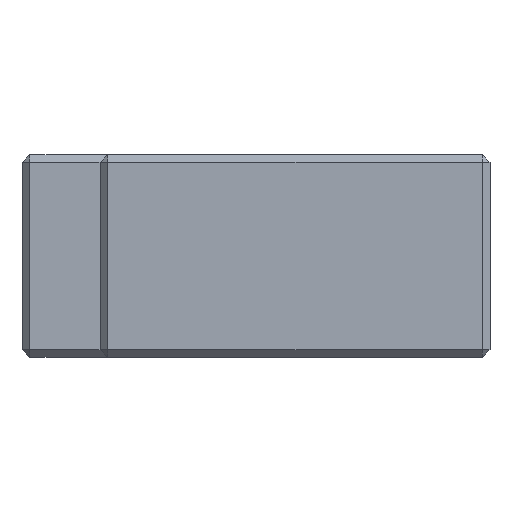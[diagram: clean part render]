
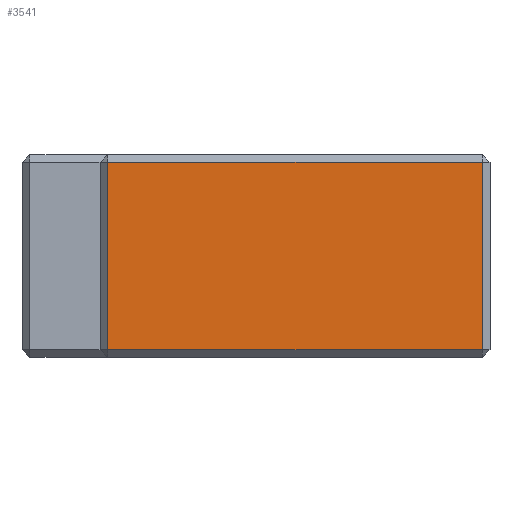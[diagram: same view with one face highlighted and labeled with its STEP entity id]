
A CAD part, left-side view. The second image highlights one B-rep face of the part: STEP entity #3541.
In plain terms, the highlighted planar face has unit normal (-1, 0, 0).
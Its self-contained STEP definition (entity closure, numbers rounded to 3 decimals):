
#518 = FACE_OUTER_BOUND ( 'NONE', #3521, .T. ) ;
#532 = CARTESIAN_POINT ( 'NONE',  ( -44., 49., -12. ) ) ;
#533 = DIRECTION ( 'NONE',  ( 0., -1., 0. ) ) ;
#534 = VECTOR ( 'NONE', #533, 1000. ) ;
#535 = CARTESIAN_POINT ( 'NONE',  ( -44., 50., -12. ) ) ;
#536 = LINE ( 'NONE', #535, #534 ) ;
#549 = CARTESIAN_POINT ( 'NONE',  ( -44., 49., 13. ) ) ;
#550 = LINE ( 'NONE', #549, #614 ) ;
#577 = DIRECTION ( 'NONE',  ( 0., 0., -1. ) ) ;
#578 = DIRECTION ( 'NONE',  ( 1., 0., 0. ) ) ;
#579 = CARTESIAN_POINT ( 'NONE',  ( -44., 50., 13. ) ) ;
#580 = AXIS2_PLACEMENT_3D ( 'NONE', #579, #578, #577 ) ;
#581 = PLANE ( 'NONE',  #580 ) ;
#593 = CARTESIAN_POINT ( 'NONE',  ( -44., 1., -12. ) ) ;
#594 = DIRECTION ( 'NONE',  ( 0., 0., 1. ) ) ;
#595 = VECTOR ( 'NONE', #594, 1000. ) ;
#596 = CARTESIAN_POINT ( 'NONE',  ( -44., 1., 13. ) ) ;
#597 = LINE ( 'NONE', #596, #595 ) ;
#598 = DIRECTION ( 'NONE',  ( 0., 1., 0. ) ) ;
#599 = VECTOR ( 'NONE', #598, 1000. ) ;
#600 = CARTESIAN_POINT ( 'NONE',  ( -44., 50., 12. ) ) ;
#601 = LINE ( 'NONE', #600, #599 ) ;
#602 = CARTESIAN_POINT ( 'NONE',  ( -44., 1., 12. ) ) ;
#603 = CARTESIAN_POINT ( 'NONE',  ( -44., 49., 12. ) ) ;
#613 = DIRECTION ( 'NONE',  ( 0., 0., -1. ) ) ;
#614 = VECTOR ( 'NONE', #613, 1000. ) ;
#3521 = EDGE_LOOP ( 'NONE', ( #3529, #3570, #3560, #3565 ) ) ;
#3529 = ORIENTED_EDGE ( 'NONE', *, *, #3532, .T. ) ;
#3532 = EDGE_CURVE ( 'NONE', #3534, #3569, #536, .T. ) ;
#3534 = VERTEX_POINT ( 'NONE', #532 ) ;
#3541 = ADVANCED_FACE ( 'NONE', ( #518 ), #581, .F. ) ;
#3555 = EDGE_CURVE ( 'NONE', #3561, #3534, #550, .T. ) ;
#3560 = ORIENTED_EDGE ( 'NONE', *, *, #3563, .T. ) ;
#3561 = VERTEX_POINT ( 'NONE', #603 ) ;
#3562 = VERTEX_POINT ( 'NONE', #602 ) ;
#3563 = EDGE_CURVE ( 'NONE', #3562, #3561, #601, .T. ) ;
#3564 = EDGE_CURVE ( 'NONE', #3569, #3562, #597, .T. ) ;
#3565 = ORIENTED_EDGE ( 'NONE', *, *, #3555, .T. ) ;
#3569 = VERTEX_POINT ( 'NONE', #593 ) ;
#3570 = ORIENTED_EDGE ( 'NONE', *, *, #3564, .T. ) ;
